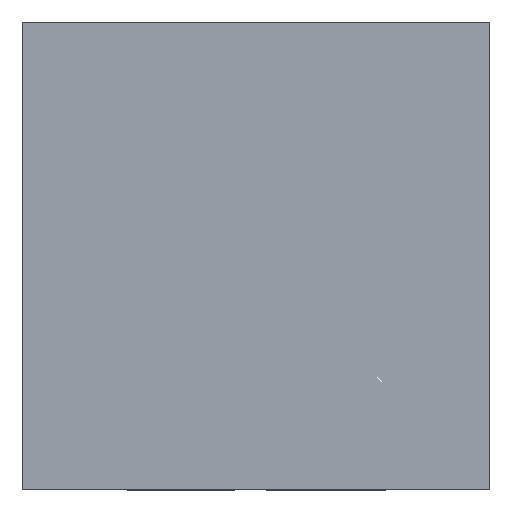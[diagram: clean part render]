
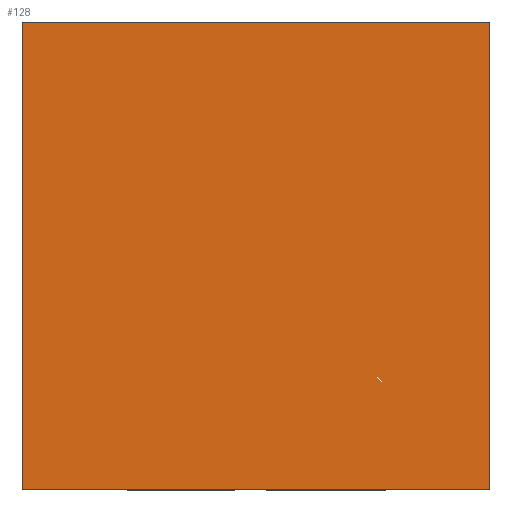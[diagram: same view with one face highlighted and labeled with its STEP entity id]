
A CAD part, front view. The second image highlights one B-rep face of the part: STEP entity #128.
In plain terms, the highlighted planar face has unit normal (0, -1, 0).
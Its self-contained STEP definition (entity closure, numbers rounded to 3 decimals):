
#3 = EDGE_CURVE ( 'NONE', #254, #92, #235, .T. ) ;
#5 = DIRECTION ( 'NONE',  ( 0., 0., -1. ) ) ;
#6 = DIRECTION ( 'NONE',  ( 0., -1., 0. ) ) ;
#19 = VECTOR ( 'NONE', #5, 1000. ) ;
#27 = LINE ( 'NONE', #153, #141 ) ;
#32 = CARTESIAN_POINT ( 'NONE',  ( 0., -20., 0. ) ) ;
#41 = VECTOR ( 'NONE', #174, 1000. ) ;
#42 = ORIENTED_EDGE ( 'NONE', *, *, #64, .F. ) ;
#44 = EDGE_LOOP ( 'NONE', ( #106, #42, #180, #146 ) ) ;
#48 = CARTESIAN_POINT ( 'NONE',  ( 0., -20., 0. ) ) ;
#55 = PLANE ( 'NONE',  #178 ) ;
#60 = EDGE_CURVE ( 'NONE', #245, #254, #27, .T. ) ;
#64 = EDGE_CURVE ( 'NONE', #171, #245, #198, .T. ) ;
#84 = CARTESIAN_POINT ( 'NONE',  ( 0., -20., 0. ) ) ;
#92 = VERTEX_POINT ( 'NONE', #93 ) ;
#93 = CARTESIAN_POINT ( 'NONE',  ( 40., -20., 0. ) ) ;
#106 = ORIENTED_EDGE ( 'NONE', *, *, #60, .F. ) ;
#109 = DIRECTION ( 'NONE',  ( 0., 0., 1. ) ) ;
#116 = CARTESIAN_POINT ( 'NONE',  ( 40., -20., -40. ) ) ;
#128 = ADVANCED_FACE ( 'NONE', ( #241 ), #55, .T. ) ;
#141 = VECTOR ( 'NONE', #109, 1000. ) ;
#146 = ORIENTED_EDGE ( 'NONE', *, *, #3, .F. ) ;
#153 = CARTESIAN_POINT ( 'NONE',  ( 0., -20., 0. ) ) ;
#171 = VERTEX_POINT ( 'NONE', #116 ) ;
#174 = DIRECTION ( 'NONE',  ( -1., 0., 0. ) ) ;
#178 = AXIS2_PLACEMENT_3D ( 'NONE', #32, #6, #224 ) ;
#180 = ORIENTED_EDGE ( 'NONE', *, *, #208, .F. ) ;
#198 = LINE ( 'NONE', #236, #41 ) ;
#207 = CARTESIAN_POINT ( 'NONE',  ( 40., -20., 0. ) ) ;
#208 = EDGE_CURVE ( 'NONE', #92, #171, #240, .T. ) ;
#224 = DIRECTION ( 'NONE',  ( 0., 0., -1. ) ) ;
#234 = VECTOR ( 'NONE', #256, 1000. ) ;
#235 = LINE ( 'NONE', #48, #234 ) ;
#236 = CARTESIAN_POINT ( 'NONE',  ( 0., -20., -40. ) ) ;
#240 = LINE ( 'NONE', #207, #19 ) ;
#241 = FACE_OUTER_BOUND ( 'NONE', #44, .T. ) ;
#245 = VERTEX_POINT ( 'NONE', #270 ) ;
#254 = VERTEX_POINT ( 'NONE', #84 ) ;
#256 = DIRECTION ( 'NONE',  ( 1., 0., 0. ) ) ;
#270 = CARTESIAN_POINT ( 'NONE',  ( 0., -20., -40. ) ) ;
